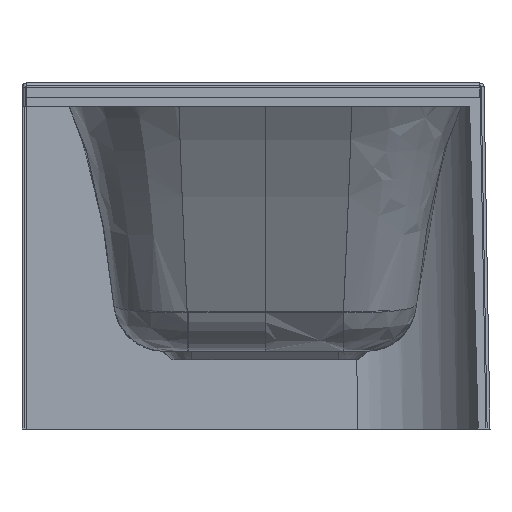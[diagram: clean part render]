
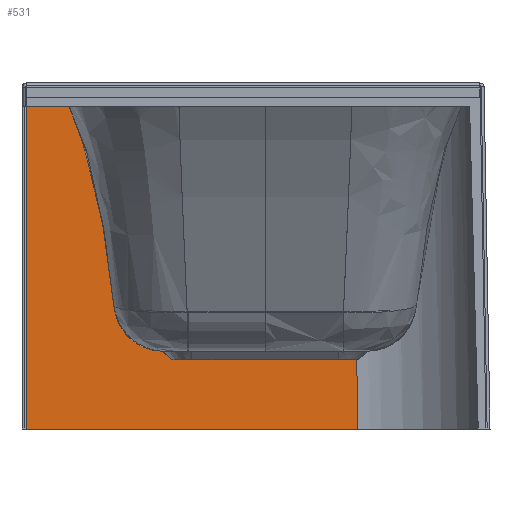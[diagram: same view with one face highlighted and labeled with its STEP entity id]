
A CAD part, front view. The second image highlights one B-rep face of the part: STEP entity #531.
In plain terms, the highlighted face is planar.
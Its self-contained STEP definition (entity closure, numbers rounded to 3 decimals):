
#245=CARTESIAN_POINT('',(-905.472,182.506,0.0));
#246=VERTEX_POINT('',#245);
#254=CARTESIAN_POINT('',(-905.472,-393.,0.0));
#255=VERTEX_POINT('',#254);
#256=CARTESIAN_POINT('',(-905.472,182.506,0.0));
#257=DIRECTION('',(0.0,-1.0,0.0));
#258=VECTOR('',#257,575.506);
#259=LINE('',#256,#258);
#260=EDGE_CURVE('',#246,#255,#259,.T.);
#482=CARTESIAN_POINT('',(-895.121,-393.,593.035));
#483=VERTEX_POINT('',#482);
#484=CARTESIAN_POINT('',(-905.472,-393.,0.));
#485=DIRECTION('',(0.017,0.0,1.));
#486=VECTOR('',#485,593.125);
#487=LINE('',#484,#486);
#488=EDGE_CURVE('',#255,#483,#487,.T.);
#508=CARTESIAN_POINT('',(-895.001,0.0,599.913));
#509=DIRECTION('',(-1.,0.0,0.017));
#510=DIRECTION('',(0.017,0.0,1.));
#511=AXIS2_PLACEMENT_3D('',#508,#509,#510);
#512=PLANE('',#511);
#513=ORIENTED_EDGE('',*,*,#260,.F.);
#514=CARTESIAN_POINT('',(-895.121,172.155,593.035));
#515=VERTEX_POINT('',#514);
#516=CARTESIAN_POINT('',(-895.121,172.155,593.035));
#517=DIRECTION('',(-0.017,0.017,-1.));
#518=VECTOR('',#517,593.216);
#519=LINE('',#516,#518);
#520=EDGE_CURVE('',#515,#246,#519,.T.);
#521=ORIENTED_EDGE('',*,*,#520,.F.);
#522=CARTESIAN_POINT('',(-895.121,-393.,593.035));
#523=DIRECTION('',(0.0,1.0,0.0));
#524=VECTOR('',#523,565.155);
#525=LINE('',#522,#524);
#526=EDGE_CURVE('',#515,#483,#525,.F.);
#527=ORIENTED_EDGE('',*,*,#526,.T.);
#528=ORIENTED_EDGE('',*,*,#488,.F.);
#529=EDGE_LOOP('',(#513,#521,#527,#528));
#530=FACE_OUTER_BOUND('',#529,.T.);
#531=ADVANCED_FACE('',(#530),#512,.F.);
